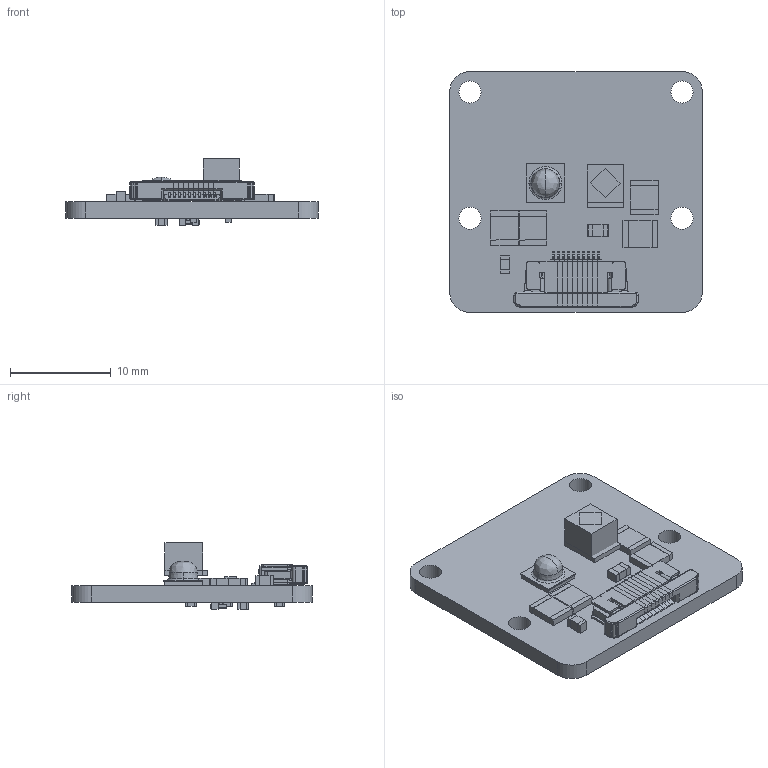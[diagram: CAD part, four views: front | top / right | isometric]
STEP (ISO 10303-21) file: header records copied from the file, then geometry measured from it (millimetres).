
FILE_DESCRIPTION(('Open CASCADE Model'),'2;1');
FILE_NAME('Open CASCADE Shape Model','2022-09-20T12:19:40',('Author'),( 'Open CASCADE'),'Open CASCADE STEP processor 7.5','Open CASCADE 7.5' ,'Unknown');
FILE_SCHEMA(('AUTOMOTIVE_DESIGN { 1 0 10303 214 1 1 1 1 }'));
Length unit declared in the file: millimetre
Products named in the file (68): PCB; Board; Open CASCADE STEP translator 7.5 1.1.1; C8; 6280979568; Extruded; 6280979408; C7; 6280979008; R2; 6309015936; 6309015776; L1; 74279201; Lötende; D2; SFH_4715AS_110615_geometry; D1; Belago1.1 v3; User_Library-SC70-6; 6680440576; Extruded (12); 6680440416; Extruded (13); 6680440256; Extruded (14); PMSILPlus v1 v2; J1; F32R-1A7H1-11010--3DModel-STEP-533217_RGB16777215; F32R_R; F32R_M; F32R_L; U1; IC_Texas_Instruments_TPS63050YFFR_eec; 1; 2; Texas Logo Yury - Copy; Texas Logo Yury; R3; R1 ...
Assembly tree (95 placements, depth 6):
  PCB
    Board
      Open CASCADE STEP translator 7.5 1.1.1
    C8
      6280979568
        Extruded
      6280979408  x2
        Extruded
    C7
      6280979568
        Extruded
      6280979008  x2
        Extruded
    R2
      6309015936  x2
        Extruded
      6309015776
        Extruded
    L1
      74279201
        74279201
        Lötende  x2
    D2
      SFH_4715AS_110615_geometry
    D1
      Belago1.1 v3
        D2
          User_Library-SC70-6
          6680440576
            Extruded (12)
          6680440416
            Extruded (13)
          6680440256
            Extruded (14)
        PMSILPlus v1 v2
    J1
      F32R-1A7H1-11010--3DModel-STEP-533217_RGB16777215
        F32R_R
        F32R_M  x8
        F32R_L
    U1
      IC_Texas_Instruments_TPS63050YFFR_eec
        1
        2
        Texas Logo Yury - Copy
        Texas Logo Yury
    R3
      6309015936  x2
        Extruded
      6309015776
        Extruded
    R1
      6309015936  x2
        Extruded
      6309015776
        Extruded
    C6
      6280981568
        Extruded
      6280981408
Bounding box: 25 x 23.86 x 6.58 mm (x, y, z)
Volume: 1136.2 mm3; surface area: 2241.6 mm2
Topology: 83 solids, 83 shells, 2224 faces, 6034 edges, 3953 vertices
Faces by surface type: plane 1522, cylinder 449, bspline 205, sphere 28, torus 18, cone 2
Full cylindrical faces by diameter (mm): 0.122 x1, 2.2 x4
Entity records: 47389 total; most frequent: CARTESIAN_POINT 11954, ORIENTED_EDGE 7320, DIRECTION 6250, EDGE_CURVE 3660, LINE 2652, VECTOR 2652, VERTEX_POINT 2393, AXIS2_PLACEMENT_3D 1799
